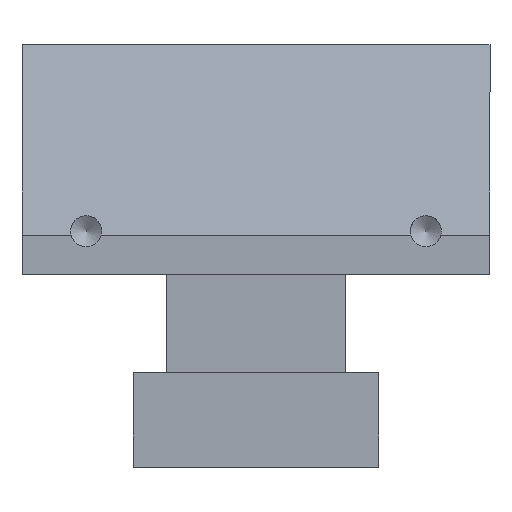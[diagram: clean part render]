
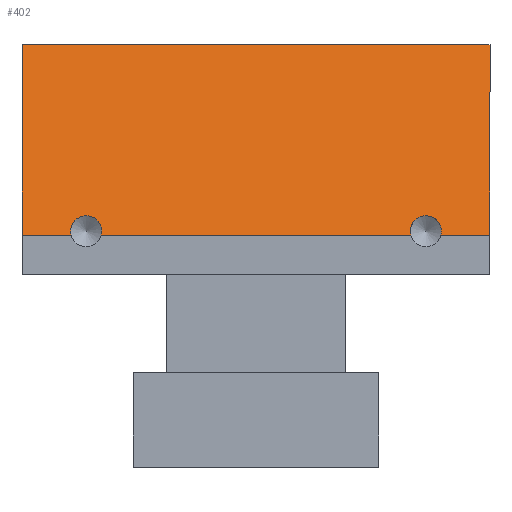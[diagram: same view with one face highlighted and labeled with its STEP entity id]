
A CAD part, front view. The second image highlights one B-rep face of the part: STEP entity #402.
In plain terms, the highlighted face is planar.
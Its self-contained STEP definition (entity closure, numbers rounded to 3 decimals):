
#402 = ADVANCED_FACE( '', ( #852 ), #853, .F. );
#852 = FACE_OUTER_BOUND( '', #1309, .T. );
#853 = PLANE( '', #1310 );
#1309 = EDGE_LOOP( '', ( #2055, #2056, #2057, #2058, #2059, #2060, #2061, #2062 ) );
#1310 = AXIS2_PLACEMENT_3D( '', #2063, #2064, #2065 );
#2055 = ORIENTED_EDGE( '', *, *, #2431, .T. );
#2056 = ORIENTED_EDGE( '', *, *, #2369, .T. );
#2057 = ORIENTED_EDGE( '', *, *, #2430, .T. );
#2058 = ORIENTED_EDGE( '', *, *, #2349, .T. );
#2059 = ORIENTED_EDGE( '', *, *, #2432, .T. );
#2060 = ORIENTED_EDGE( '', *, *, #2255, .T. );
#2061 = ORIENTED_EDGE( '', *, *, #2414, .F. );
#2062 = ORIENTED_EDGE( '', *, *, #2396, .F. );
#2063 = CARTESIAN_POINT( '', ( 24.8, 9.1, 34.75 ) );
#2064 = DIRECTION( '', ( 0., -0.966, -0.259 ) );
#2065 = DIRECTION( '', ( 0., 0.259, -0.966 ) );
#2255 = EDGE_CURVE( '', #2585, #2583, #2586, .T. );
#2349 = EDGE_CURVE( '', #2734, #2733, #2736, .T. );
#2369 = EDGE_CURVE( '', #2764, #2763, #2766, .T. );
#2396 = EDGE_CURVE( '', #2805, #2807, #2808, .T. );
#2414 = EDGE_CURVE( '', #2807, #2583, #2826, .T. );
#2430 = EDGE_CURVE( '', #2763, #2734, #2842, .T. );
#2431 = EDGE_CURVE( '', #2805, #2764, #2843, .T. );
#2432 = EDGE_CURVE( '', #2733, #2585, #2844, .T. );
#2583 = VERTEX_POINT( '', #3021 );
#2585 = VERTEX_POINT( '', #3024 );
#2586 = LINE( '', #3025, #3026 );
#2733 = VERTEX_POINT( '', #3198 );
#2734 = VERTEX_POINT( '', #3199 );
#2736 = ELLIPSE( '', #3201, 1.708, 1.65 );
#2763 = VERTEX_POINT( '', #3233 );
#2764 = VERTEX_POINT( '', #3234 );
#2766 = ELLIPSE( '', #3236, 1.708, 1.65 );
#2805 = VERTEX_POINT( '', #3282 );
#2807 = VERTEX_POINT( '', #3285 );
#2808 = LINE( '', #3286, #3287 );
#2826 = LINE( '', #3309, #3310 );
#2842 = LINE( '', #3328, #3329 );
#2843 = LINE( '', #3330, #3331 );
#2844 = LINE( '', #3332, #3333 );
#3021 = CARTESIAN_POINT( '', ( -24.8, 9.1, 34.75 ) );
#3024 = CARTESIAN_POINT( '', ( -24.8, 14.5, 14.597 ) );
#3025 = CARTESIAN_POINT( '', ( -24.8, 9.1, 34.75 ) );
#3026 = VECTOR( '', #3486, 1000. );
#3198 = CARTESIAN_POINT( '', ( -19.6, 14.5, 14.597 ) );
#3199 = CARTESIAN_POINT( '', ( -16.4, 14.5, 14.597 ) );
#3201 = AXIS2_PLACEMENT_3D( '', #3626, #3627, #3628 );
#3233 = CARTESIAN_POINT( '', ( 16.4, 14.5, 14.597 ) );
#3234 = CARTESIAN_POINT( '', ( 19.6, 14.5, 14.597 ) );
#3236 = AXIS2_PLACEMENT_3D( '', #3655, #3656, #3657 );
#3282 = CARTESIAN_POINT( '', ( 24.8, 14.5, 14.597 ) );
#3285 = CARTESIAN_POINT( '', ( 24.8, 9.1, 34.75 ) );
#3286 = CARTESIAN_POINT( '', ( 24.8, 9.1, 34.75 ) );
#3287 = VECTOR( '', #3687, 1000. );
#3309 = CARTESIAN_POINT( '', ( 24.8, 9.1, 34.75 ) );
#3310 = VECTOR( '', #3695, 1000. );
#3328 = CARTESIAN_POINT( '', ( 24.8, 14.5, 14.597 ) );
#3329 = VECTOR( '', #3704, 1000. );
#3330 = CARTESIAN_POINT( '', ( 24.8, 14.5, 14.597 ) );
#3331 = VECTOR( '', #3705, 1000. );
#3332 = CARTESIAN_POINT( '', ( 24.8, 14.5, 14.597 ) );
#3333 = VECTOR( '', #3706, 1000. );
#3486 = DIRECTION( '', ( 0., -0.259, 0.966 ) );
#3626 = CARTESIAN_POINT( '', ( -18., 14.392, 15. ) );
#3627 = DIRECTION( '', ( 0., -0.966, -0.259 ) );
#3628 = DIRECTION( '', ( 0., -0.259, 0.966 ) );
#3655 = CARTESIAN_POINT( '', ( 18., 14.392, 15. ) );
#3656 = DIRECTION( '', ( 0., -0.966, -0.259 ) );
#3657 = DIRECTION( '', ( 0., -0.259, 0.966 ) );
#3687 = DIRECTION( '', ( 0., -0.259, 0.966 ) );
#3695 = DIRECTION( '', ( -1., 0., 0. ) );
#3704 = DIRECTION( '', ( -1., 0., 0. ) );
#3705 = DIRECTION( '', ( -1., 0., 0. ) );
#3706 = DIRECTION( '', ( -1., 0., 0. ) );
